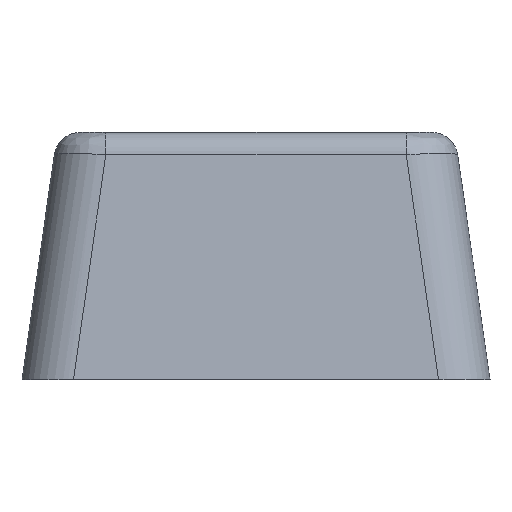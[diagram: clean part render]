
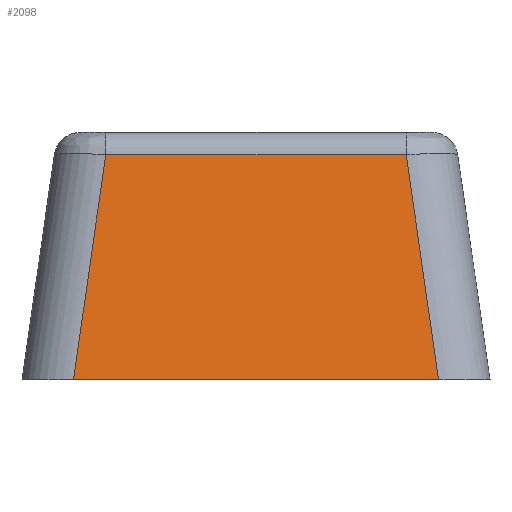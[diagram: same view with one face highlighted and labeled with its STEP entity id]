
A CAD part, left-side view. The second image highlights one B-rep face of the part: STEP entity #2098.
In plain terms, the highlighted planar face has unit normal (-0.99, 0, 0.142).
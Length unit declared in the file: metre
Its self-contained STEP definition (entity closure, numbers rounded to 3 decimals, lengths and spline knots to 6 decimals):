
#238=ORIENTED_EDGE('',*,*,#854,.T.);
#239=ORIENTED_EDGE('',*,*,#868,.T.);
#240=ORIENTED_EDGE('',*,*,#869,.T.);
#241=ORIENTED_EDGE('',*,*,#870,.T.);
#854=EDGE_CURVE('',#1170,#1169,#1341,.T.);
#868=EDGE_CURVE('',#1169,#1183,#1348,.T.);
#869=EDGE_CURVE('',#1183,#1184,#1349,.F.);
#870=EDGE_CURVE('',#1184,#1170,#1350,.F.);
#1169=VERTEX_POINT('',#3144);
#1170=VERTEX_POINT('',#3146);
#1183=VERTEX_POINT('',#3174);
#1184=VERTEX_POINT('',#3176);
#1341=LINE('',#3145,#1574);
#1348=LINE('',#3173,#1581);
#1349=LINE('',#3175,#1582);
#1350=LINE('',#3177,#1583);
#1574=VECTOR('',#2492,1.);
#1581=VECTOR('',#2515,1.);
#1582=VECTOR('',#2516,1.);
#1583=VECTOR('',#2517,1.);
#1767=EDGE_LOOP('',(#238,#239,#240,#241));
#1898=FACE_BOUND('',#1767,.T.);
#2021=PLANE('',#2261);
#2098=ADVANCED_FACE('',(#1898),#2021,.T.);
#2261=AXIS2_PLACEMENT_3D('',#3172,#2513,#2514);
#2492=DIRECTION('',(0.,-1.,0.));
#2513=DIRECTION('',(-0.99,0.,0.142));
#2514=DIRECTION('',(0.142,0.,0.99));
#2515=DIRECTION('',(0.141,0.141,0.98));
#2516=DIRECTION('',(0.,-1.,0.));
#2517=DIRECTION('',(0.141,-0.141,0.98));
#3144=CARTESIAN_POINT('',(0.0735,-0.03602,0.));
#3145=CARTESIAN_POINT('',(0.0735,-0.029,0.));
#3146=CARTESIAN_POINT('',(0.0735,-0.02198,0.));
#3172=CARTESIAN_POINT('',(0.0735,-0.038,0.));
#3173=CARTESIAN_POINT('',(0.073461,-0.03606,-0.000273));
#3174=CARTESIAN_POINT('',(0.074743,-0.034777,0.008642));
#3175=CARTESIAN_POINT('',(0.074743,-0.038,0.008642));
#3176=CARTESIAN_POINT('',(0.074743,-0.023223,0.008642));
#3177=CARTESIAN_POINT('',(0.073818,-0.022298,0.002213));
